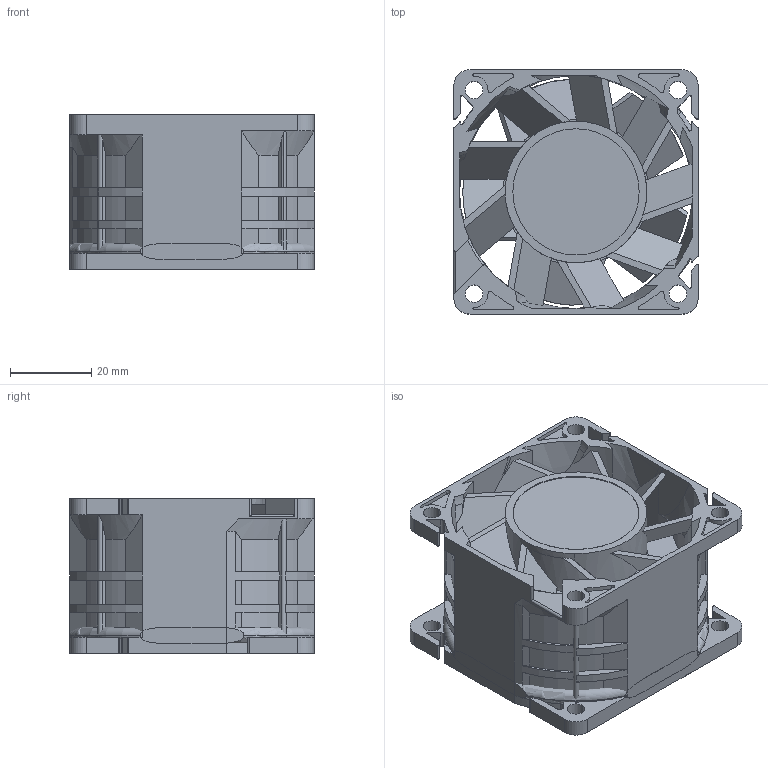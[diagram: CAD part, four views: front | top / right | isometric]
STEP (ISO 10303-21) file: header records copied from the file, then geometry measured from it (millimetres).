
FILE_DESCRIPTION((''),'2;1');
FILE_NAME('PFC0648SE-00P8_ASM','2022-02-24T',('HOWARD.YU'),(''),'CREO PARAMETRIC BY PTC INC, 2018220','CREO PARAMETRIC BY PTC INC, 2018220','');
FILE_SCHEMA(('CONFIG_CONTROL_DESIGN'));
Length unit declared in the file: millimetre
Products named in the file (3): 4102149200_2_1_1_1_1_1_1_1; NEW-IMPELLER_4_2_1; PFC0648SE-00P8_ASM
Assembly tree (2 placements, depth 2):
  PFC0648SE-00P8_ASM
    4102149200_2_1_1_1_1_1_1_1
    NEW-IMPELLER_4_2_1
Bounding box: 60 x 60 x 38 mm (x, y, z)
Volume: 25382.8 mm3; surface area: 34076.2 mm2
Topology: 2 solids, 5 shells, 631 faces, 1895 edges, 1263 vertices
Faces by surface type: plane 251, cylinder 213, bspline 121, cone 31, torus 15
Entity records: 29300 total; most frequent: CARTESIAN_POINT 13141, ORIENTED_EDGE 3765, DIRECTION 2912, EDGE_CURVE 1895, VERTEX_POINT 1263, AXIS2_PLACEMENT_3D 1139, EDGE_LOOP 660, B_SPLINE_CURVE_WITH_KNOTS 639
